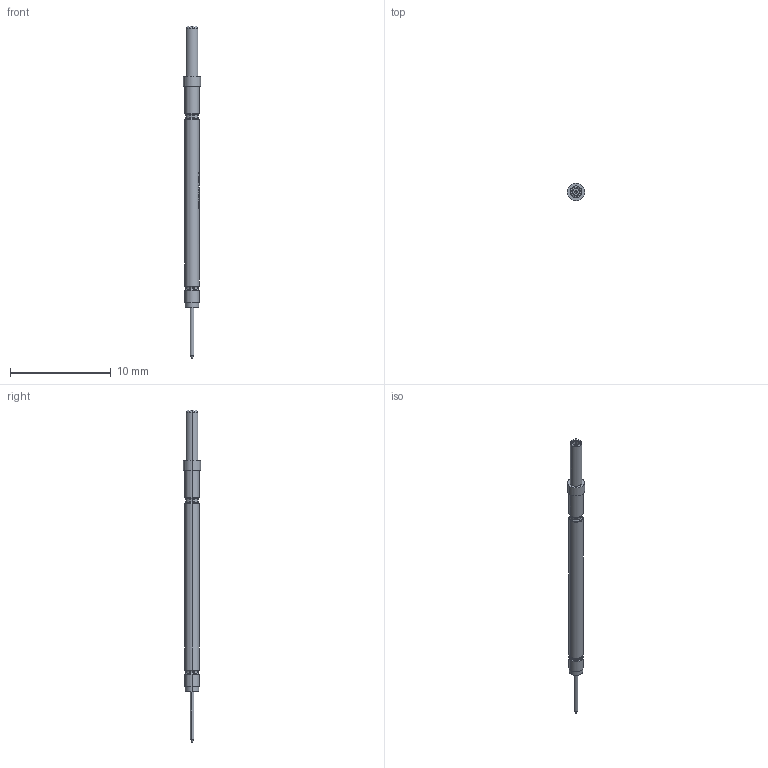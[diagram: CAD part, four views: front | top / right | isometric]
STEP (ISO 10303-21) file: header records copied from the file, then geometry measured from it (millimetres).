
FILE_DESCRIPTION (( 'STEP AP214' ), '1' );
FILE_NAME ('MOD-F80518B0002Gxxx.STEP', '2019-02-22T09:40:36', ( 'Installadmin' ), ( 'Hewlett-Packard Company' ), 'SwSTEP 2.0', 'SolidWorks 2015', '' );
FILE_SCHEMA (( 'AUTOMOTIVE_DESIGN' ));
Length unit declared in the file: millimetre
Products named in the file (1): MOD-F80518B0002Gxxx
Bounding box: 1.7 x 1.7 x 33 mm (x, y, z)
Volume: 42.4 mm3; surface area: 138.3 mm2
Topology: 2 solids, 3 shells, 130 faces, 386 edges, 268 vertices
Faces by surface type: cylinder 64, plane 36, cone 22, torus 8
Entity records: 5319 total; most frequent: CARTESIAN_POINT 1357, ORIENTED_EDGE 768, DIRECTION 681, EDGE_CURVE 384, AXIS2_PLACEMENT_3D 277, VERTEX_POINT 268, CIRCLE 146, EDGE_LOOP 138
